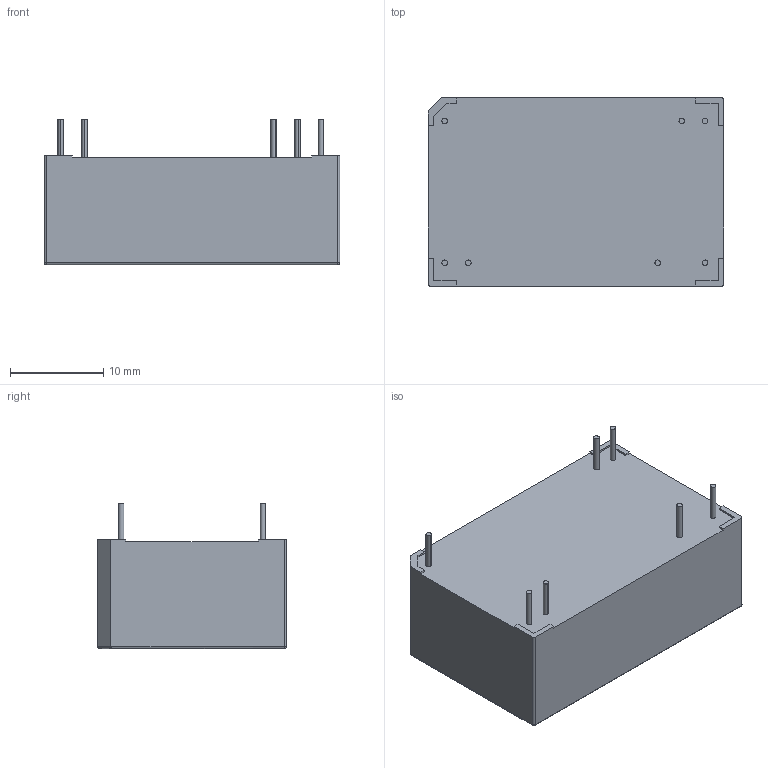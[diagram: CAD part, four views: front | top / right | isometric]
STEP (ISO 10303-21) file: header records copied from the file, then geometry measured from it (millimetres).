
FILE_DESCRIPTION (( 'STEP AP214' ), '1' );
FILE_NAME ('thb3.STEP', '2013-02-11T15:25:54', ( '' ), ( '' ), 'SwSTEP 2.0', 'SolidWorks 2013', '' );
FILE_SCHEMA (( 'AUTOMOTIVE_DESIGN' ));
Length unit declared in the file: millimetre
Products named in the file (3): THB-3 PIN; THB-3 CASE; thb3
Assembly tree (8 placements, depth 2):
  thb3
    THB-3 CASE
    THB-3 PIN  x7
Bounding box: 31.7 x 20.2 x 15.6 mm (x, y, z)
Volume: 7367.6 mm3; surface area: 2756.4 mm2
Topology: 8 solids, 8 shells, 88 faces, 187 edges, 119 vertices
Faces by surface type: plane 49, cylinder 36, sphere 3
Entity records: 1966 total; most frequent: DIRECTION 340, CARTESIAN_POINT 324, ORIENTED_EDGE 296, EDGE_CURVE 148, AXIS2_PLACEMENT_3D 119, LINE 102, VECTOR 102, VERTEX_POINT 95
